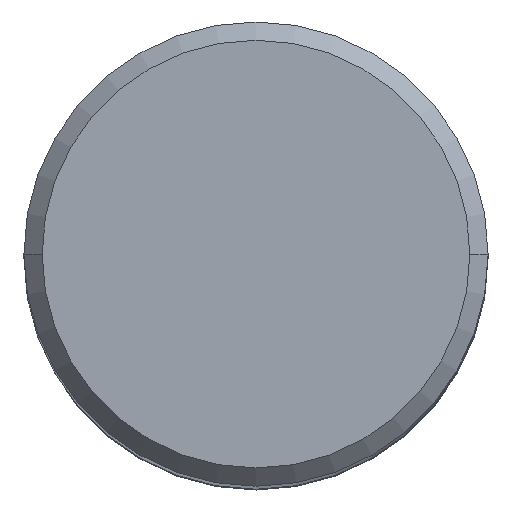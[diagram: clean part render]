
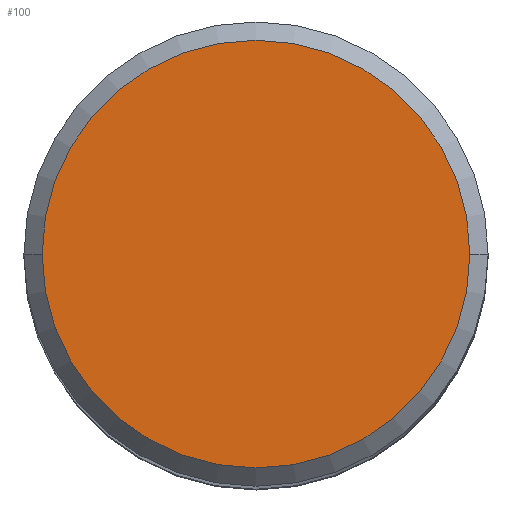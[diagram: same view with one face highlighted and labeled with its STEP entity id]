
A CAD part, top view. The second image highlights one B-rep face of the part: STEP entity #100.
In plain terms, the highlighted planar face has unit normal (0, 0, 1).
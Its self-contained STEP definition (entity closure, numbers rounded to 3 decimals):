
#50=PLANE('',#1090);
#100=ADVANCED_FACE('',(#180),#50,.F.);
#180=FACE_OUTER_BOUND('',#236,.T.);
#236=EDGE_LOOP('',(#380,#381));
#380=ORIENTED_EDGE('',*,*,#648,.T.);
#381=ORIENTED_EDGE('',*,*,#647,.T.);
#547=VERTEX_POINT('',#1682);
#549=VERTEX_POINT('',#1686);
#647=EDGE_CURVE('',#547,#549,#773,.T.);
#648=EDGE_CURVE('',#549,#547,#774,.T.);
#773=CIRCLE('',#1087,11.7);
#774=CIRCLE('',#1089,11.7);
#1087=AXIS2_PLACEMENT_3D('',#1687,#1372,#1373);
#1089=AXIS2_PLACEMENT_3D('',#1689,#1376,#1377);
#1090=AXIS2_PLACEMENT_3D('',#1690,#1378,#1379);
#1372=DIRECTION('',(0.,0.,1.));
#1373=DIRECTION('',(1.,0.,0.));
#1376=DIRECTION('',(0.,0.,1.));
#1377=DIRECTION('',(-1.,0.,0.));
#1378=DIRECTION('',(0.,0.,-1.));
#1379=DIRECTION('',(1.,0.,0.));
#1682=CARTESIAN_POINT('',(11.7,0.,43.656));
#1686=CARTESIAN_POINT('',(-11.7,0.,43.656));
#1687=CARTESIAN_POINT('',(0.,0.,43.656));
#1689=CARTESIAN_POINT('',(0.,0.,43.656));
#1690=CARTESIAN_POINT('',(0.,0.,43.656));
